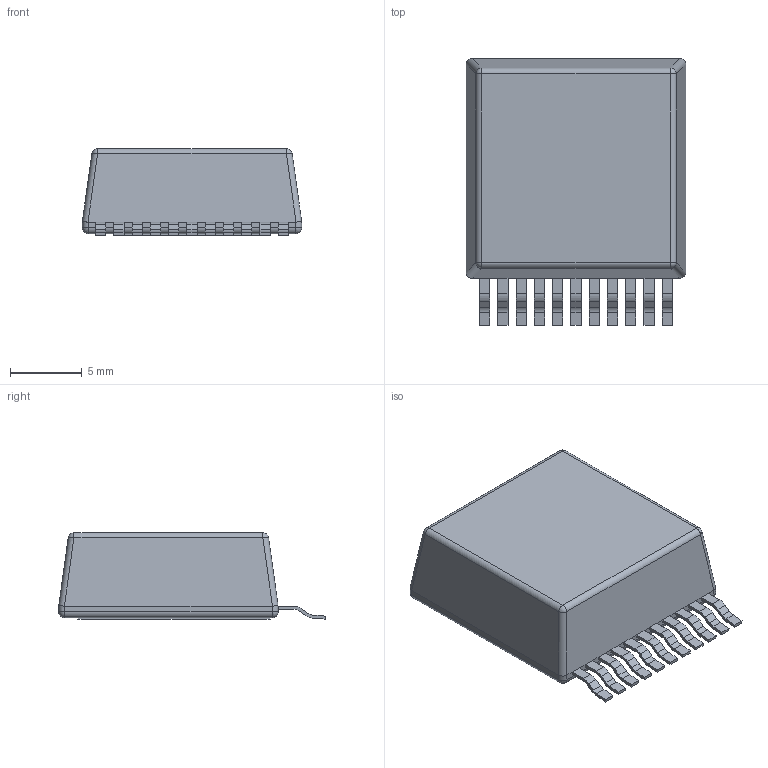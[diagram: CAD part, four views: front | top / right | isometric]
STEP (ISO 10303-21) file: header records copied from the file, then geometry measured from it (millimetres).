
FILE_DESCRIPTION (( 'STEP AP214' ), '1' );
FILE_NAME ('User Library-NATIONALSEMI-TZA11A.STEP', '2016-06-11T08:45:38', ( 'Windows User' ), ( '' ), 'SwSTEP 2.0', 'SolidWorks 2016', '' );
FILE_SCHEMA (( 'AUTOMOTIVE_DESIGN' ));
Length unit declared in the file: millimetre
Products named in the file (1): User Library-NATIONALSEMI-TZA11A
Bounding box: 15.25 x 18.53 x 6 mm (x, y, z)
Volume: 1278.4 mm3; surface area: 825.1 mm2
Topology: 1 solids, 1 shells, 190 faces, 519 edges, 328 vertices
Faces by surface type: plane 122, cylinder 60, sphere 8
Entity records: 6311 total; most frequent: CARTESIAN_POINT 1070, ORIENTED_EDGE 1030, DIRECTION 997, EDGE_CURVE 515, VECTOR 391, LINE 391, VERTEX_POINT 328, AXIS2_PLACEMENT_3D 303
